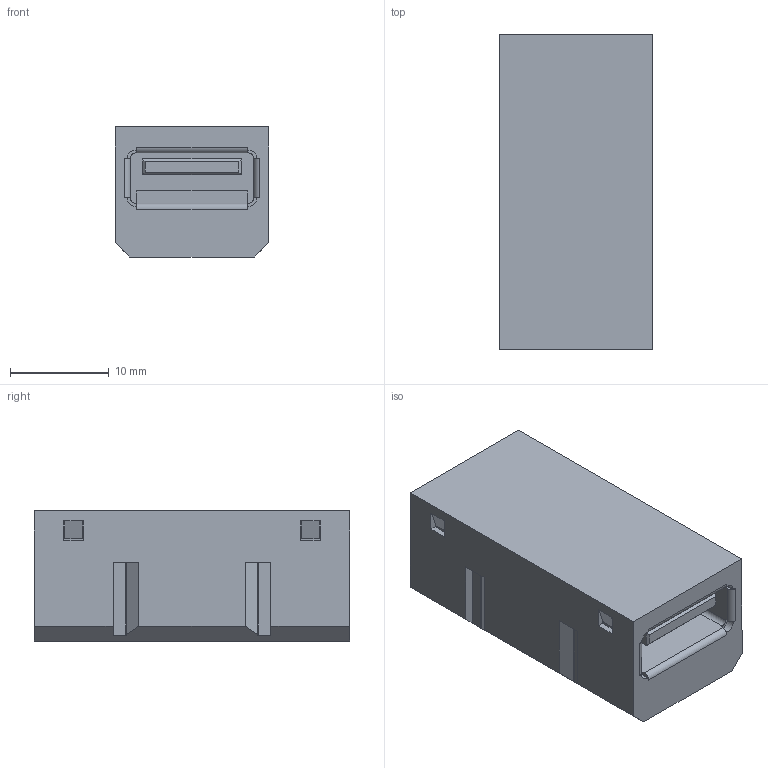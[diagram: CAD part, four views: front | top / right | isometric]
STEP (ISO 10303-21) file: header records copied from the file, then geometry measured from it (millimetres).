
FILE_DESCRIPTION(('Creo Elements/Direct Modeling STEP Export'),'2;1');
FILE_NAME('0lndqdl4rv4p3t06112','2019-07-30T 9:36:31',(''),(''),'Creo Elements/Direct Modeling STEP processor for AP214 (Solid Model)','Creo Elements/Direct Modeling 20.1B 02-Apr-2019 (C) Parametric Technology GmbH','');
FILE_SCHEMA(('AUTOMOTIVE_DESIGN { 1 0 10303 214 1 1 1 1 }'));
Length unit declared in the file: millimetre
Products named in the file (2): AF_U2F
Assembly tree (1 placements, depth 2):
  AF_U2F
    AF_U2F
Bounding box: 15.6 x 32 x 13.19 mm (x, y, z)
Volume: 5143.3 mm3; surface area: 3939.4 mm2
Topology: 1 solids, 1 shells, 196 faces, 544 edges, 352 vertices
Faces by surface type: plane 166, cylinder 30
Entity records: 6133 total; most frequent: ORIENTED_EDGE 1088, CARTESIAN_POINT 1086, DIRECTION 980, EDGE_CURVE 544, VECTOR 456, LINE 456, VERTEX_POINT 352, AXIS2_PLACEMENT_3D 262
